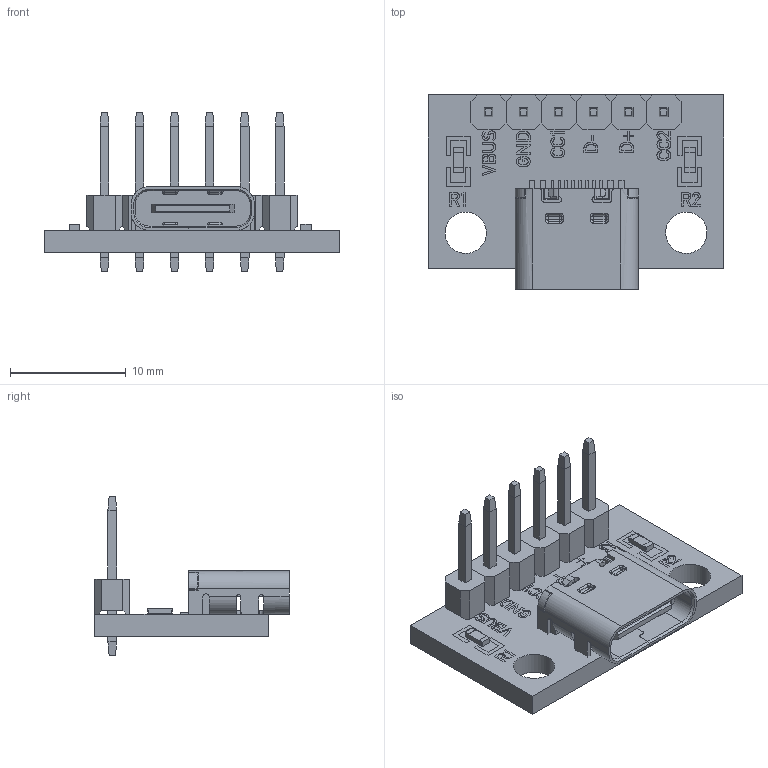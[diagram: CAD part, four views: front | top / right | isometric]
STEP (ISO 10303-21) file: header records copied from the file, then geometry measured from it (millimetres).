
FILE_DESCRIPTION(('FreeCAD Model'),'2;1');
FILE_NAME('Open CASCADE Shape Model','2025-04-30T04:45:47',('FreeCAD'),( 'FreeCAD'),'Open CASCADE STEP processor 7.6','FreeCAD','Unknown');
FILE_SCHEMA(('AUTOMOTIVE_DESIGN { 1 0 10303 214 1 1 1 1 }'));
Products named in the file (1): Open CASCADE STEP translator 7.6 1
Bounding box: 25.51 x 16.77 x 13.72 mm (x, y, z)
Volume: 1020.9 mm3; surface area: 2425.8 mm2
Topology: 73 solids, 73 shells, 2348 faces, 6183 edges, 4016 vertices
Faces by surface type: bspline 2348
Entity records: 69162 total; most frequent: CARTESIAN_POINT 31469, ORIENTED_EDGE 12302, EDGE_CURVE 6151, B_SPLINE_CURVE_WITH_KNOTS 5691, VERTEX_POINT 4016, FACE_BOUND 2471, EDGE_LOOP 2471, ADVANCED_FACE 2348
